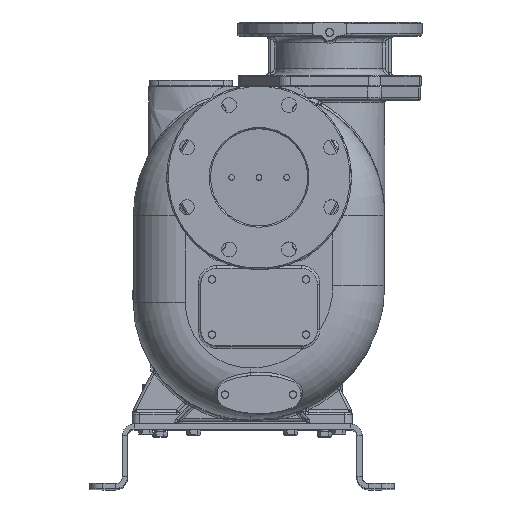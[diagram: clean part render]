
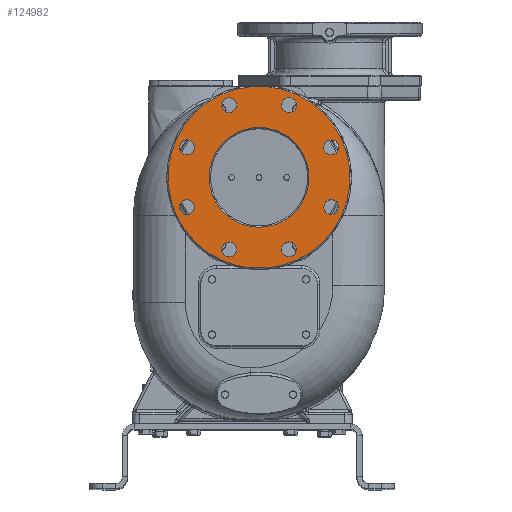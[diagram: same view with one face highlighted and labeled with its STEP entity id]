
A CAD part, top view. The second image highlights one B-rep face of the part: STEP entity #124982.
In plain terms, the highlighted planar face has unit normal (0, 0, 1).
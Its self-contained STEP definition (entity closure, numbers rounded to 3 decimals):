
#27736=CARTESIAN_POINT('',(14.157,521.,303.5));
#27738=CARTESIAN_POINT('',(37.843,521.,303.5));
#27765=CARTESIAN_POINT('',(26.,381.,303.5));
#27766=DIRECTION('',(0.,0.,1.));
#27767=DIRECTION('',(-0.084,0.996,0.));
#27768=AXIS2_PLACEMENT_3D('',#27765,#27766,#27767);
#27783=DIRECTION('',(-1.,0.,0.));
#27784=VECTOR('',#27783,23.685);
#27785=CARTESIAN_POINT('',(37.843,521.,303.5));
#27786=LINE('',#27785,#27784);
#27787=CARTESIAN_POINT('',(26.,381.,303.5));
#27788=DIRECTION('',(0.,0.,1.));
#27789=DIRECTION('',(1.,0.,0.));
#27790=AXIS2_PLACEMENT_3D('',#27787,#27788,#27789);
#27792=CARTESIAN_POINT('',(26.,381.,303.5));
#27793=DIRECTION('',(0.,0.,1.));
#27794=DIRECTION('',(-1.,0.,0.));
#27795=AXIS2_PLACEMENT_3D('',#27792,#27793,#27794);
#27797=CARTESIAN_POINT('',(-85.327,334.887,303.5));
#27798=DIRECTION('',(0.,0.,-1.));
#27799=DIRECTION('',(1.,0.,0.));
#27800=AXIS2_PLACEMENT_3D('',#27797,#27798,#27799);
#27802=CARTESIAN_POINT('',(-85.327,334.887,303.5));
#27803=DIRECTION('',(0.,0.,-1.));
#27804=DIRECTION('',(-1.,0.,0.));
#27805=AXIS2_PLACEMENT_3D('',#27802,#27803,#27804);
#27807=CARTESIAN_POINT('',(-20.113,269.673,303.5));
#27808=DIRECTION('',(0.,0.,-1.));
#27809=DIRECTION('',(0.707,0.707,0.));
#27810=AXIS2_PLACEMENT_3D('',#27807,#27808,#27809);
#27812=CARTESIAN_POINT('',(-20.113,269.673,303.5));
#27813=DIRECTION('',(0.,0.,-1.));
#27814=DIRECTION('',(-0.707,-0.707,0.));
#27815=AXIS2_PLACEMENT_3D('',#27812,#27813,#27814);
#27817=CARTESIAN_POINT('',(72.113,269.673,303.5));
#27818=DIRECTION('',(0.,0.,-1.));
#27819=DIRECTION('',(0.,1.,0.));
#27820=AXIS2_PLACEMENT_3D('',#27817,#27818,#27819);
#27822=CARTESIAN_POINT('',(72.113,269.673,303.5));
#27823=DIRECTION('',(0.,0.,-1.));
#27824=DIRECTION('',(0.,-1.,0.));
#27825=AXIS2_PLACEMENT_3D('',#27822,#27823,#27824);
#27827=CARTESIAN_POINT('',(137.327,334.887,303.5));
#27828=DIRECTION('',(0.,0.,-1.));
#27829=DIRECTION('',(-0.707,0.707,0.));
#27830=AXIS2_PLACEMENT_3D('',#27827,#27828,#27829);
#27832=CARTESIAN_POINT('',(137.327,334.887,303.5));
#27833=DIRECTION('',(0.,0.,-1.));
#27834=DIRECTION('',(0.707,-0.707,0.));
#27835=AXIS2_PLACEMENT_3D('',#27832,#27833,#27834);
#27837=CARTESIAN_POINT('',(137.327,427.113,303.5));
#27838=DIRECTION('',(0.,0.,-1.));
#27839=DIRECTION('',(-1.,0.,0.));
#27840=AXIS2_PLACEMENT_3D('',#27837,#27838,#27839);
#27842=CARTESIAN_POINT('',(137.327,427.113,303.5));
#27843=DIRECTION('',(0.,0.,-1.));
#27844=DIRECTION('',(1.,0.,0.));
#27845=AXIS2_PLACEMENT_3D('',#27842,#27843,#27844);
#27847=CARTESIAN_POINT('',(72.113,492.327,303.5));
#27848=DIRECTION('',(0.,0.,-1.));
#27849=DIRECTION('',(-0.707,-0.707,0.));
#27850=AXIS2_PLACEMENT_3D('',#27847,#27848,#27849);
#27852=CARTESIAN_POINT('',(72.113,492.327,303.5));
#27853=DIRECTION('',(0.,0.,-1.));
#27854=DIRECTION('',(0.707,0.707,0.));
#27855=AXIS2_PLACEMENT_3D('',#27852,#27853,#27854);
#27857=CARTESIAN_POINT('',(-20.113,492.327,303.5));
#27858=DIRECTION('',(0.,0.,-1.));
#27859=DIRECTION('',(0.,-1.,0.));
#27860=AXIS2_PLACEMENT_3D('',#27857,#27858,#27859);
#27862=CARTESIAN_POINT('',(-20.113,492.327,303.5));
#27863=DIRECTION('',(0.,0.,-1.));
#27864=DIRECTION('',(0.,1.,0.));
#27865=AXIS2_PLACEMENT_3D('',#27862,#27863,#27864);
#27867=CARTESIAN_POINT('',(-85.327,427.113,303.5));
#27868=DIRECTION('',(0.,0.,-1.));
#27869=DIRECTION('',(0.707,-0.707,0.));
#27870=AXIS2_PLACEMENT_3D('',#27867,#27868,#27869);
#27872=CARTESIAN_POINT('',(-85.327,427.113,303.5));
#27873=DIRECTION('',(0.,0.,-1.));
#27874=DIRECTION('',(-0.707,0.707,0.));
#27875=AXIS2_PLACEMENT_3D('',#27872,#27873,#27874);
#79502=CARTESIAN_POINT('',(103.,381.,303.5));
#79503=CARTESIAN_POINT('',(-51.,381.,303.5));
#79504=VERTEX_POINT('',#79502);
#79505=VERTEX_POINT('',#79503);
#79568=CARTESIAN_POINT('',(-73.827,334.887,303.5));
#79569=CARTESIAN_POINT('',(-96.827,334.887,303.5));
#79570=VERTEX_POINT('',#79568);
#79571=VERTEX_POINT('',#79569);
#79576=CARTESIAN_POINT('',(-11.982,277.804,303.5));
#79577=CARTESIAN_POINT('',(-28.245,261.541,303.5));
#79578=VERTEX_POINT('',#79576);
#79579=VERTEX_POINT('',#79577);
#79584=CARTESIAN_POINT('',(72.113,281.173,303.5));
#79585=CARTESIAN_POINT('',(72.113,258.173,303.5));
#79586=VERTEX_POINT('',#79584);
#79587=VERTEX_POINT('',#79585);
#79592=CARTESIAN_POINT('',(129.196,343.018,303.5));
#79593=CARTESIAN_POINT('',(145.459,326.755,303.5));
#79594=VERTEX_POINT('',#79592);
#79595=VERTEX_POINT('',#79593);
#79600=CARTESIAN_POINT('',(125.827,427.113,303.5));
#79601=CARTESIAN_POINT('',(148.827,427.113,303.5));
#79602=VERTEX_POINT('',#79600);
#79603=VERTEX_POINT('',#79601);
#79608=CARTESIAN_POINT('',(63.982,484.196,303.5));
#79609=CARTESIAN_POINT('',(80.245,500.459,303.5));
#79610=VERTEX_POINT('',#79608);
#79611=VERTEX_POINT('',#79609);
#79616=CARTESIAN_POINT('',(-20.113,480.827,303.5));
#79617=CARTESIAN_POINT('',(-20.113,503.827,303.5));
#79618=VERTEX_POINT('',#79616);
#79619=VERTEX_POINT('',#79617);
#79624=CARTESIAN_POINT('',(-77.196,418.982,303.5));
#79625=CARTESIAN_POINT('',(-93.459,435.245,303.5));
#79626=VERTEX_POINT('',#79624);
#79627=VERTEX_POINT('',#79625);
#79644=VERTEX_POINT('',#27736);
#79645=VERTEX_POINT('',#27738);
#124919=CARTESIAN_POINT('',(26.,381.,303.5));
#124920=DIRECTION('',(0.,0.,1.));
#124921=DIRECTION('',(0.,1.,0.));
#124922=AXIS2_PLACEMENT_3D('',#124919,#124920,#124921);
#124923=PLANE('',#124922);
#124924=ORIENTED_EDGE('',*,*,#124901,.F.);
#124925=ORIENTED_EDGE('',*,*,#124882,.F.);
#124926=EDGE_LOOP('',(#124924,#124925));
#124927=FACE_OUTER_BOUND('',#124926,.F.);
#124929=ORIENTED_EDGE('',*,*,#124928,.T.);
#124931=ORIENTED_EDGE('',*,*,#124930,.T.);
#124932=EDGE_LOOP('',(#124929,#124931));
#124933=FACE_BOUND('',#124932,.F.);
#124935=ORIENTED_EDGE('',*,*,#124934,.F.);
#124937=ORIENTED_EDGE('',*,*,#124936,.F.);
#124938=EDGE_LOOP('',(#124935,#124937));
#124939=FACE_BOUND('',#124938,.F.);
#124941=ORIENTED_EDGE('',*,*,#124940,.F.);
#124943=ORIENTED_EDGE('',*,*,#124942,.F.);
#124944=EDGE_LOOP('',(#124941,#124943));
#124945=FACE_BOUND('',#124944,.F.);
#124947=ORIENTED_EDGE('',*,*,#124946,.F.);
#124949=ORIENTED_EDGE('',*,*,#124948,.F.);
#124950=EDGE_LOOP('',(#124947,#124949));
#124951=FACE_BOUND('',#124950,.F.);
#124953=ORIENTED_EDGE('',*,*,#124952,.F.);
#124955=ORIENTED_EDGE('',*,*,#124954,.F.);
#124956=EDGE_LOOP('',(#124953,#124955));
#124957=FACE_BOUND('',#124956,.F.);
#124959=ORIENTED_EDGE('',*,*,#124958,.F.);
#124961=ORIENTED_EDGE('',*,*,#124960,.F.);
#124962=EDGE_LOOP('',(#124959,#124961));
#124963=FACE_BOUND('',#124962,.F.);
#124965=ORIENTED_EDGE('',*,*,#124964,.F.);
#124967=ORIENTED_EDGE('',*,*,#124966,.F.);
#124968=EDGE_LOOP('',(#124965,#124967));
#124969=FACE_BOUND('',#124968,.F.);
#124971=ORIENTED_EDGE('',*,*,#124970,.F.);
#124973=ORIENTED_EDGE('',*,*,#124972,.F.);
#124974=EDGE_LOOP('',(#124971,#124973));
#124975=FACE_BOUND('',#124974,.F.);
#124977=ORIENTED_EDGE('',*,*,#124976,.F.);
#124979=ORIENTED_EDGE('',*,*,#124978,.F.);
#124980=EDGE_LOOP('',(#124977,#124979));
#124981=FACE_BOUND('',#124980,.F.);
#124982=ADVANCED_FACE('',(#124927,#124933,#124939,#124945,#124951,#124957,
#124963,#124969,#124975,#124981),#124923,.T.);
#27769=CIRCLE('',#27768,140.5);
#27791=CIRCLE('',#27790,77.);
#27796=CIRCLE('',#27795,77.);
#27801=CIRCLE('',#27800,11.5);
#27806=CIRCLE('',#27805,11.5);
#27811=CIRCLE('',#27810,11.5);
#27816=CIRCLE('',#27815,11.5);
#27821=CIRCLE('',#27820,11.5);
#27826=CIRCLE('',#27825,11.5);
#27831=CIRCLE('',#27830,11.5);
#27836=CIRCLE('',#27835,11.5);
#27841=CIRCLE('',#27840,11.5);
#27846=CIRCLE('',#27845,11.5);
#27851=CIRCLE('',#27850,11.5);
#27856=CIRCLE('',#27855,11.5);
#27861=CIRCLE('',#27860,11.5);
#27866=CIRCLE('',#27865,11.5);
#27871=CIRCLE('',#27870,11.5);
#27876=CIRCLE('',#27875,11.5);
#124882=EDGE_CURVE('',#79645,#79644,#27786,.T.);
#124901=EDGE_CURVE('',#79644,#79645,#27769,.T.);
#124928=EDGE_CURVE('',#79504,#79505,#27791,.T.);
#124930=EDGE_CURVE('',#79505,#79504,#27796,.T.);
#124934=EDGE_CURVE('',#79570,#79571,#27801,.T.);
#124936=EDGE_CURVE('',#79571,#79570,#27806,.T.);
#124940=EDGE_CURVE('',#79578,#79579,#27811,.T.);
#124942=EDGE_CURVE('',#79579,#79578,#27816,.T.);
#124946=EDGE_CURVE('',#79586,#79587,#27821,.T.);
#124948=EDGE_CURVE('',#79587,#79586,#27826,.T.);
#124952=EDGE_CURVE('',#79594,#79595,#27831,.T.);
#124954=EDGE_CURVE('',#79595,#79594,#27836,.T.);
#124958=EDGE_CURVE('',#79602,#79603,#27841,.T.);
#124960=EDGE_CURVE('',#79603,#79602,#27846,.T.);
#124964=EDGE_CURVE('',#79610,#79611,#27851,.T.);
#124966=EDGE_CURVE('',#79611,#79610,#27856,.T.);
#124970=EDGE_CURVE('',#79618,#79619,#27861,.T.);
#124972=EDGE_CURVE('',#79619,#79618,#27866,.T.);
#124976=EDGE_CURVE('',#79626,#79627,#27871,.T.);
#124978=EDGE_CURVE('',#79627,#79626,#27876,.T.);
